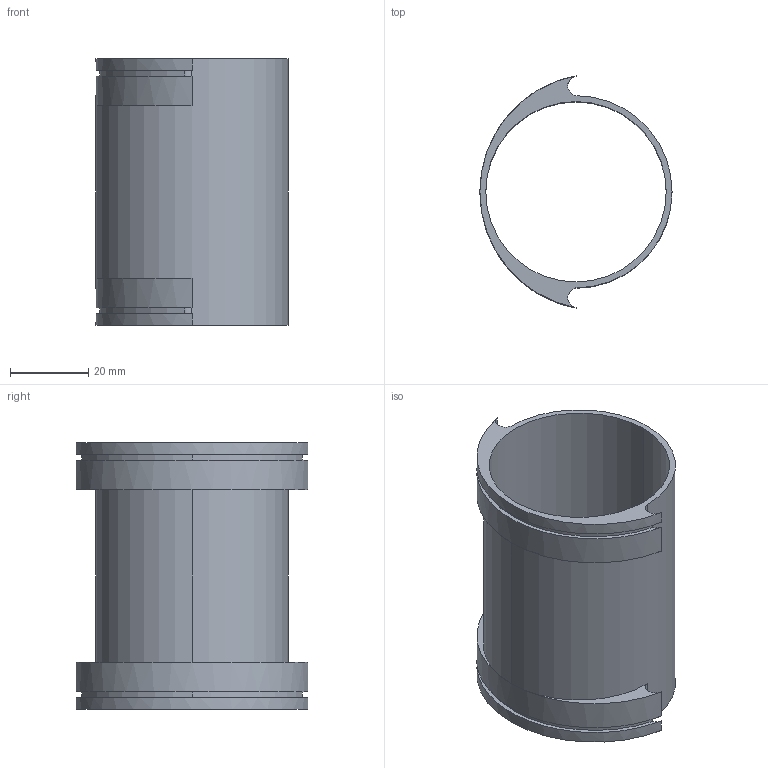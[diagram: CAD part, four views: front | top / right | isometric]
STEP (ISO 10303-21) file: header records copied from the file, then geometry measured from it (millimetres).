
FILE_DESCRIPTION (( 'STEP AP214' ), '1' );
FILE_NAME ('Axe.STEP', '2020-07-10T10:58:34', ( '' ), ( '' ), 'SwSTEP 2.0', 'SolidWorks 2020', '' );
FILE_SCHEMA (( 'AUTOMOTIVE_DESIGN' ));
Length unit declared in the file: millimetre
Products named in the file (1): Axe
Bounding box: 49 x 59.15 x 68 mm (x, y, z)
Volume: 18082.7 mm3; surface area: 22033.9 mm2
Topology: 1 solids, 1 shells, 26 faces, 68 edges, 44 vertices
Faces by surface type: cylinder 16, plane 10
Entity records: 864 total; most frequent: DIRECTION 168, CARTESIAN_POINT 139, ORIENTED_EDGE 136, AXIS2_PLACEMENT_3D 73, EDGE_CURVE 68, CIRCLE 46, VERTEX_POINT 44, EDGE_LOOP 28
